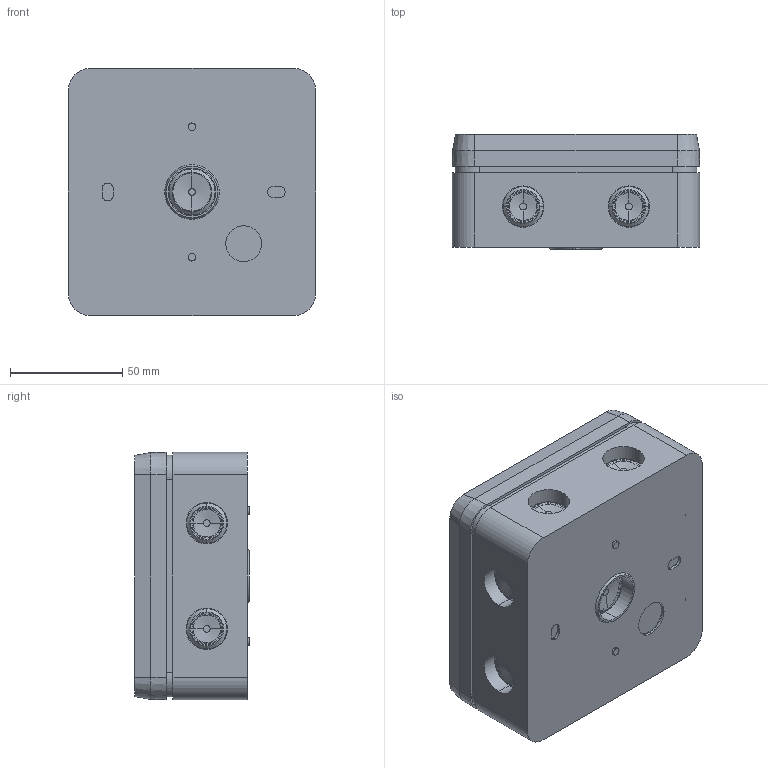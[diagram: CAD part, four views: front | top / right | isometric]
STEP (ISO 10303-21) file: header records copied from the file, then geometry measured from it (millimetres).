
FILE_DESCRIPTION (( 'STEP AP214' ), '1' );
FILE_NAME ('2001845.stp', '2020-12-01T14:43:40', ( '' ), ( '' ), 'SwSTEP 2.0', 'SolidWorks 2020', '' );
FILE_SCHEMA (( 'AUTOMOTIVE_DESIGN' ));
Length unit declared in the file: millimetre
Products named in the file (10): ED170-05_LGR; 2001845; ED170-01-02_M20; 0066173_Standard; EV535-16_Standard; 0013424_Standard; ED170-02_LGR; ED170-04_Standard; ED170-01_M20; ED170-01-01_M20
Assembly tree (12 placements, depth 3):
  2001845
    ED170-01_M20
      ED170-01-01_M20
      ED170-01-02_M20
    ED170-02_LGR
    ED170-04_Standard
    ED170-05_LGR  x4
    0066173_Standard
      0013424_Standard
    EV535-16_Standard
Bounding box: 110 x 51.1 x 110 mm (x, y, z)
Volume: 198703 mm3; surface area: 142056.4 mm2
Topology: 28 solids, 32 shells, 1094 faces, 2709 edges, 1770 vertices
Faces by surface type: plane 654, cylinder 299, cone 104, bspline 23, torus 8, sphere 6
Entity records: 32443 total; most frequent: CARTESIAN_POINT 6069, DIRECTION 5394, ORIENTED_EDGE 5310, EDGE_CURVE 2655, AXIS2_PLACEMENT_3D 1819, LINE 1756, VECTOR 1756, VERTEX_POINT 1734
